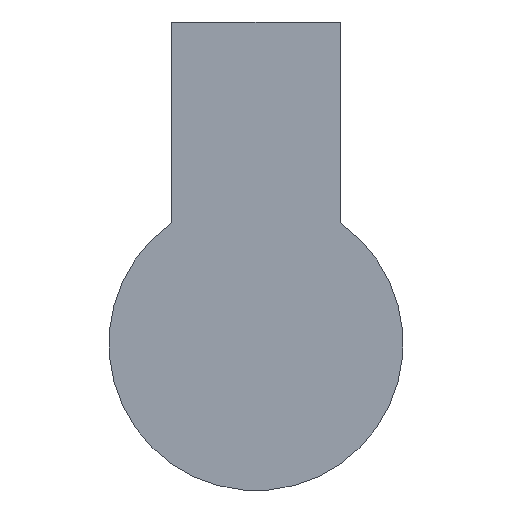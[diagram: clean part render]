
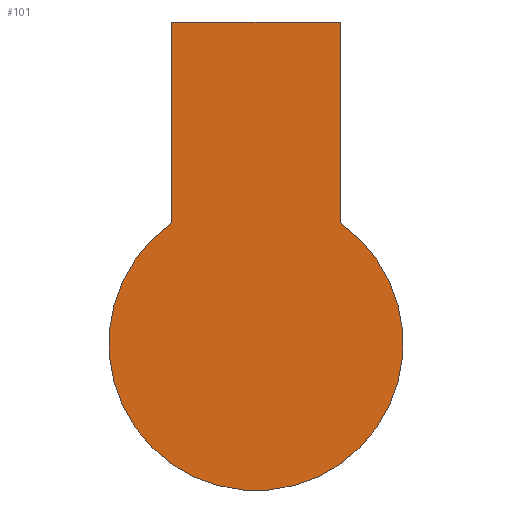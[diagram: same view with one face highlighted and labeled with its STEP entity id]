
A CAD part, front view. The second image highlights one B-rep face of the part: STEP entity #101.
In plain terms, the highlighted planar face has unit normal (0, -1, 0).
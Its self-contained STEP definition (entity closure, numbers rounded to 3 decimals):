
#17=PLANE('',#131);
#23=FACE_OUTER_BOUND('',#29,.T.);
#29=EDGE_LOOP('',(#87,#88,#89,#90));
#31=CIRCLE('',#124,48.);
#40=LINE('',#181,#48);
#41=LINE('',#185,#49);
#42=LINE('',#188,#50);
#48=VECTOR('',#150,10.);
#49=VECTOR('',#155,10.);
#50=VECTOR('',#160,10.);
#51=VERTEX_POINT('',#165);
#53=VERTEX_POINT('',#168);
#57=VERTEX_POINT('',#180);
#58=VERTEX_POINT('',#184);
#60=EDGE_CURVE('',#53,#51,#31,.T.);
#66=EDGE_CURVE('',#53,#57,#40,.T.);
#68=EDGE_CURVE('',#58,#57,#41,.T.);
#70=EDGE_CURVE('',#58,#51,#42,.T.);
#87=ORIENTED_EDGE('',*,*,#70,.F.);
#88=ORIENTED_EDGE('',*,*,#68,.T.);
#89=ORIENTED_EDGE('',*,*,#66,.F.);
#90=ORIENTED_EDGE('',*,*,#60,.T.);
#101=ADVANCED_FACE('',(#23),#17,.T.);
#124=AXIS2_PLACEMENT_3D('',#169,#138,#139);
#131=AXIS2_PLACEMENT_3D('',#187,#158,#159);
#138=DIRECTION('center_axis',(0.,-1.,0.));
#139=DIRECTION('ref_axis',(-1.,0.,0.));
#150=DIRECTION('',(0.,0.,1.));
#155=DIRECTION('',(-1.,0.,0.));
#158=DIRECTION('center_axis',(0.,-1.,0.));
#159=DIRECTION('ref_axis',(0.,0.,-1.));
#160=DIRECTION('',(0.,0.,-1.));
#165=CARTESIAN_POINT('',(27.5,-30.,-103.659));
#168=CARTESIAN_POINT('',(-27.5,-30.,-103.659));
#169=CARTESIAN_POINT('Origin',(0.,-30.,-143.));
#180=CARTESIAN_POINT('',(-27.5,-30.,-38.108));
#181=CARTESIAN_POINT('',(-27.5,-30.,0.));
#184=CARTESIAN_POINT('',(27.5,-30.,-38.108));
#185=CARTESIAN_POINT('',(0.,-30.,-38.108));
#187=CARTESIAN_POINT('Origin',(0.,-30.,-38.108));
#188=CARTESIAN_POINT('',(27.5,-30.,0.));
